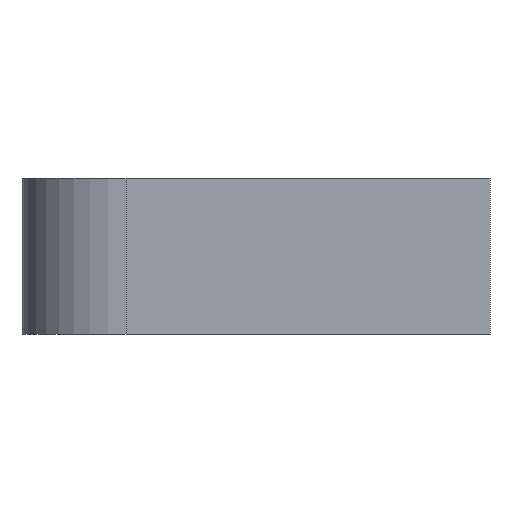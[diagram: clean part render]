
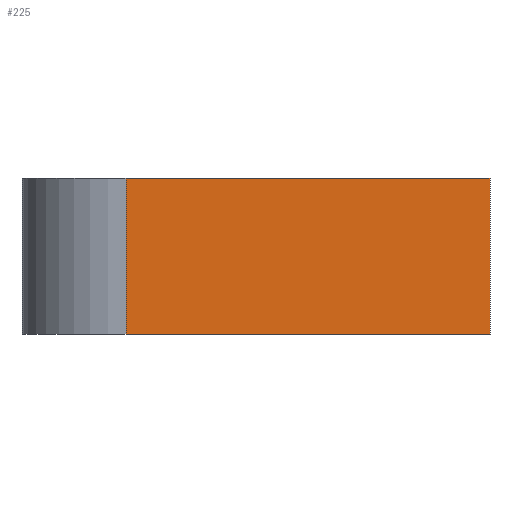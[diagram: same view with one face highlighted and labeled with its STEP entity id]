
A CAD part, left-side view. The second image highlights one B-rep face of the part: STEP entity #225.
In plain terms, the highlighted planar face has unit normal (-1, 0, 0).
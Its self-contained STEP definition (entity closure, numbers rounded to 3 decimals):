
#16 = CARTESIAN_POINT ( 'NONE',  ( -21.5, 4.5, -3. ) ) ;
#30 = CARTESIAN_POINT ( 'NONE',  ( -21.5, 2.5, -3. ) ) ;
#35 = AXIS2_PLACEMENT_3D ( 'NONE', #16, #515, #511 ) ;
#36 = VERTEX_POINT ( 'NONE', #107 ) ;
#38 = EDGE_CURVE ( 'NONE', #36, #509, #527, .T. ) ;
#62 = CARTESIAN_POINT ( 'NONE',  ( -21.5, 4.5, -3. ) ) ;
#66 = ORIENTED_EDGE ( 'NONE', *, *, #85, .T. ) ;
#81 = VECTOR ( 'NONE', #478, 1000. ) ;
#85 = EDGE_CURVE ( 'NONE', #369, #36, #105, .T. ) ;
#97 = ORIENTED_EDGE ( 'NONE', *, *, #460, .T. ) ;
#100 = DIRECTION ( 'NONE',  ( 0., 0., 1. ) ) ;
#104 = ORIENTED_EDGE ( 'NONE', *, *, #38, .T. ) ;
#105 = LINE ( 'NONE', #62, #81 ) ;
#107 = CARTESIAN_POINT ( 'NONE',  ( -21.5, -4.5, -3. ) ) ;
#127 = CARTESIAN_POINT ( 'NONE',  ( -21.5, -4.5, 0. ) ) ;
#145 = DIRECTION ( 'NONE',  ( 0., -1., 0. ) ) ;
#155 = EDGE_CURVE ( 'NONE', #392, #509, #485, .T. ) ;
#161 = LINE ( 'NONE', #30, #263 ) ;
#170 = FACE_OUTER_BOUND ( 'NONE', #403, .T. ) ;
#184 = VECTOR ( 'NONE', #100, 1000. ) ;
#195 = CARTESIAN_POINT ( 'NONE',  ( -21.5, -4.5, -3. ) ) ;
#196 = DIRECTION ( 'NONE',  ( 0., 0., -1. ) ) ;
#225 = ADVANCED_FACE ( 'NONE', ( #170 ), #338, .T. ) ;
#262 = VECTOR ( 'NONE', #145, 1000. ) ;
#263 = VECTOR ( 'NONE', #196, 1000. ) ;
#312 = ORIENTED_EDGE ( 'NONE', *, *, #155, .F. ) ;
#338 = PLANE ( 'NONE',  #35 ) ;
#369 = VERTEX_POINT ( 'NONE', #505 ) ;
#392 = VERTEX_POINT ( 'NONE', #479 ) ;
#403 = EDGE_LOOP ( 'NONE', ( #312, #97, #66, #104 ) ) ;
#460 = EDGE_CURVE ( 'NONE', #392, #369, #161, .T. ) ;
#478 = DIRECTION ( 'NONE',  ( 0., -1., 0. ) ) ;
#479 = CARTESIAN_POINT ( 'NONE',  ( -21.5, 2.5, 0. ) ) ;
#485 = LINE ( 'NONE', #520, #262 ) ;
#505 = CARTESIAN_POINT ( 'NONE',  ( -21.5, 2.5, -3. ) ) ;
#509 = VERTEX_POINT ( 'NONE', #127 ) ;
#511 = DIRECTION ( 'NONE',  ( 0., 0., 1. ) ) ;
#515 = DIRECTION ( 'NONE',  ( -1., 0., 0. ) ) ;
#520 = CARTESIAN_POINT ( 'NONE',  ( -21.5, 4.5, 0. ) ) ;
#527 = LINE ( 'NONE', #195, #184 ) ;
